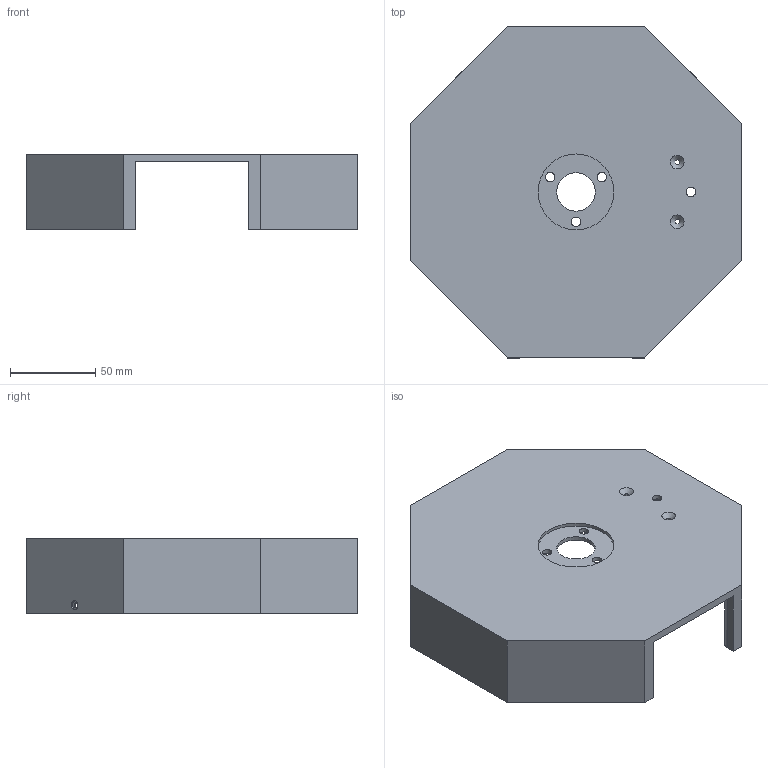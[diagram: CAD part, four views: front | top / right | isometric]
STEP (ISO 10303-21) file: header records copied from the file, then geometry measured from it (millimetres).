
FILE_DESCRIPTION(/* description */ ('STEP AP242','CAx-IF Rec.Pracs.---Representation and Presentation of Product Manufacturing Information (PMI)---4.0---2014-10-13','CAx-IF Rec.Pracs.---3D Tessellated Geometry---0.4---2014-09-14','2;1'),/* implementation_level */ '2;1');
FILE_NAME(/* name */ '642362b106b4aa79901b456b',/* time_stamp */ '2023-03-28T21:57:06+00:00',/* author */ (''),/* organization */ (''),/* preprocessor_version */ 'ST-DEVELOPER v18.102',/* originating_system */ ' ',/* authorisation */ ' ');
FILE_SCHEMA (('AP242_MANAGED_MODEL_BASED_3D_ENGINEERING_MIM_LF { 1 0 10303 442 1 1 4 }'));
Length unit declared in the file: metre
Products named in the file (1): StandTop
Bounding box: 195 x 195 x 44.4 mm (x, y, z)
Volume: 198319.1 mm3; surface area: 109705.3 mm2
Topology: 1 solids, 1 shells, 83 faces, 207 edges, 138 vertices
Faces by surface type: plane 52, cylinder 29, cone 2
Full cylindrical faces by diameter (mm): 2.9 x4, 5.5 x5, 5.6 x1, 7 x8, 9.6 x1, 22.6 x1, 44.6 x1
Entity records: 2418 total; most frequent: DIRECTION 422, CARTESIAN_POINT 402, ORIENTED_EDGE 364, EDGE_CURVE 182, AXIS2_PLACEMENT_3D 156, VERTEX_POINT 136, EDGE_LOOP 136, FACE_BOUND 136
